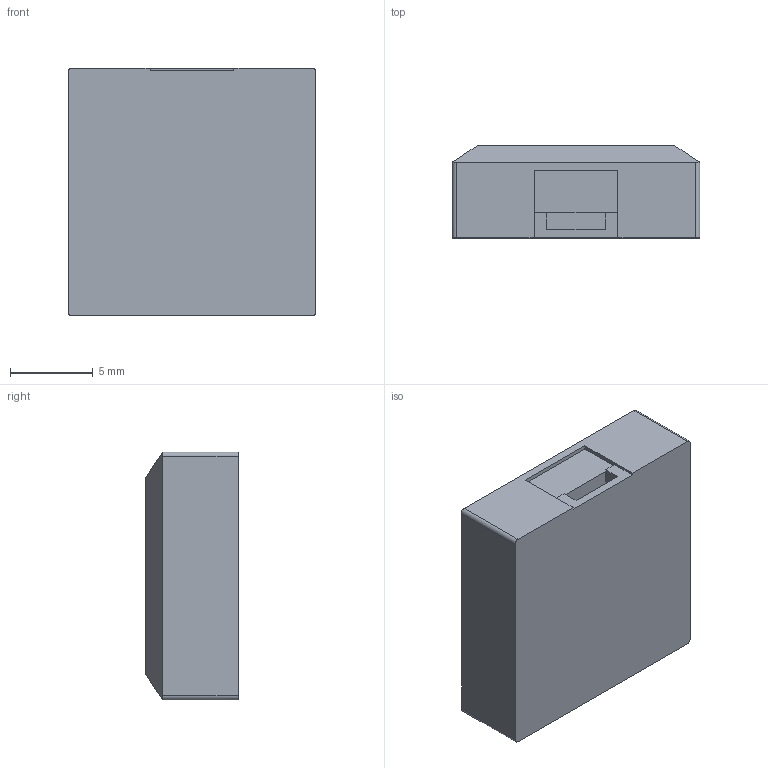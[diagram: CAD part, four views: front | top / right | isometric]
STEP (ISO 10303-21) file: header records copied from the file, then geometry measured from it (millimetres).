
FILE_DESCRIPTION(/* description */ ('AT3073, AT3077-Non-Illuminated Pushbuttons - Series UB2'),/* implementation_level */ '2;1');
FILE_NAME(/* name */ 'UB2_5Dni_cap.ipt.step',/* time_stamp */ '2015-01-02T19:19:36-08:00',/* author */ ('Autodesk Inc.'),/* organization */ ('Autodesk Inc.'),/* preprocessor_version */ 'ST-DEVELOPER v15.6',/* originating_system */ 'Autodesk Inventor 2015',/* authorisation */ '');
FILE_SCHEMA (('AUTOMOTIVE_DESIGN { 1 0 10303 214 3 1 1 }'));
Length unit declared in the file: inch
Products named in the file (1): UB2_5Dni_cap
Bounding box: 15.01 x 5.59 x 15.01 mm (x, y, z)
Volume: 1207.2 mm3; surface area: 752.2 mm2
Topology: 1 solids, 1 shells, 26 faces, 70 edges, 46 vertices
Faces by surface type: plane 22, cylinder 4
Entity records: 836 total; most frequent: CARTESIAN_POINT 143, ORIENTED_EDGE 140, DIRECTION 136, EDGE_CURVE 70, LINE 58, VECTOR 58, VERTEX_POINT 46, AXIS2_PLACEMENT_3D 39
